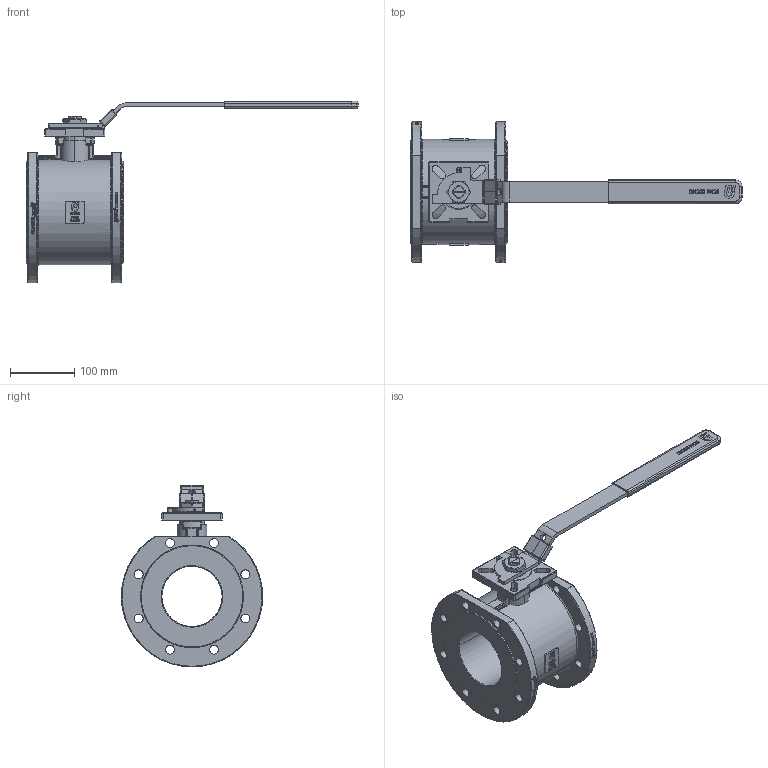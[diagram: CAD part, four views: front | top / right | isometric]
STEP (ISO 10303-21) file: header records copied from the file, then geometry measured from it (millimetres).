
FILE_DESCRIPTION(('HOOPS Exchange Step'),'2;1');
FILE_NAME('FK11_DN100.stp','2025-09-01T09:01:04+02:00',('nieru'),('Unknown organisation'),'HOOPS Exchange 2024.2','HOOPS Exchange','Unknown authorisation');
FILE_SCHEMA( ('AP203_CONFIGURATION_CONTROLLED_3D_DESIGN_OF_MECHANICAL_PARTS_AND_ASSEMBLIES_MIM_LF') );
Length unit declared in the file: millimetre
Products named in the file (2): 0; root
Assembly tree (1 placements, depth 2):
  root
    0
Bounding box: 517.5 x 220 x 283.5 mm (x, y, z)
Volume: 2910614.7 mm3; surface area: 351834.8 mm2
Topology: 11 solids, 11 shells, 2487 faces, 6662 edges, 4350 vertices
Faces by surface type: bspline 1088, plane 863, cylinder 419, torus 61, sphere 36, cone 20
Entity records: 159314 total; most frequent: CARTESIAN_POINT 105063, ORIENTED_EDGE 13320, DIRECTION 6999, EDGE_CURVE 6660, VERTEX_POINT 4350, B_SPLINE_CURVE_WITH_KNOTS 3103, VECTOR 2775, LINE 2775
